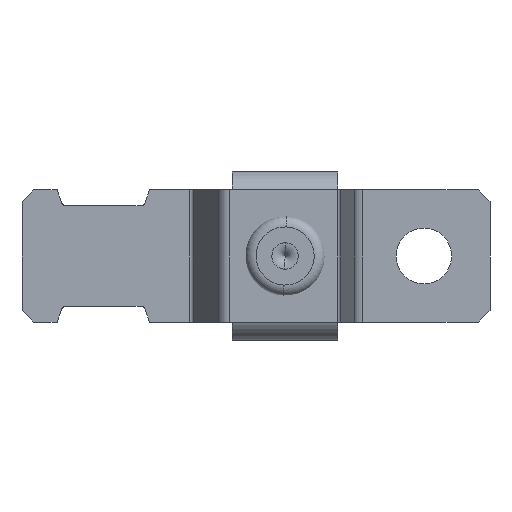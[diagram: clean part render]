
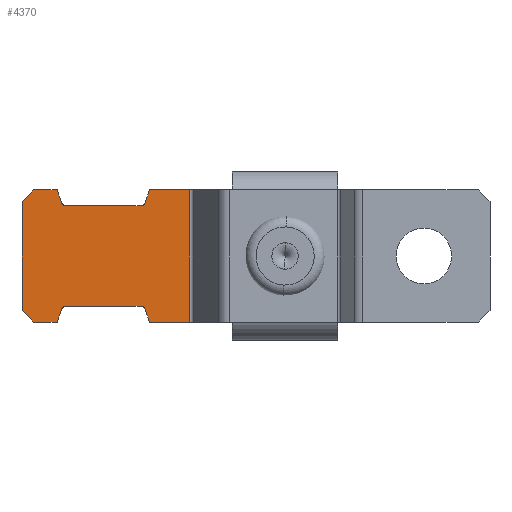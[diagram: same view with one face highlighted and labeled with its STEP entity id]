
A CAD part, front view. The second image highlights one B-rep face of the part: STEP entity #4370.
In plain terms, the highlighted planar face has unit normal (0, -1, 0).
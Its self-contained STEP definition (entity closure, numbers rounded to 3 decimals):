
#5 = ORIENTED_EDGE ( 'NONE', *, *, #6756, .F. ) ;
#174 = EDGE_CURVE ( 'NONE', #1857, #349, #5304, .T. ) ;
#208 = DIRECTION ( 'NONE',  ( -0.707, 0., -0.707 ) ) ;
#209 = DIRECTION ( 'NONE',  ( 0., 0., 1. ) ) ;
#229 = VERTEX_POINT ( 'NONE', #2257 ) ;
#326 = VECTOR ( 'NONE', #2713, 1000. ) ;
#349 = VERTEX_POINT ( 'NONE', #6155 ) ;
#390 = EDGE_CURVE ( 'NONE', #3166, #5774, #10313, .T. ) ;
#445 = CARTESIAN_POINT ( 'NONE',  ( -25.393, 7.3, 5.98 ) ) ;
#747 = DIRECTION ( 'NONE',  ( 1., 0., 0. ) ) ;
#762 = DIRECTION ( 'NONE',  ( 0., 0., -1. ) ) ;
#958 = LINE ( 'NONE', #9186, #3205 ) ;
#976 = CARTESIAN_POINT ( 'NONE',  ( -26.397, 7.3, -3.8 ) ) ;
#1234 = DIRECTION ( 'NONE',  ( 0.342, 0., 0.94 ) ) ;
#1238 = ORIENTED_EDGE ( 'NONE', *, *, #3096, .T. ) ;
#1340 = ORIENTED_EDGE ( 'NONE', *, *, #3249, .T. ) ;
#1350 = ORIENTED_EDGE ( 'NONE', *, *, #12154, .T. ) ;
#1529 = CARTESIAN_POINT ( 'NONE',  ( -32.103, 7.3, 4.1 ) ) ;
#1606 = VERTEX_POINT ( 'NONE', #4723 ) ;
#1641 = LINE ( 'NONE', #7730, #11671 ) ;
#1652 = CARTESIAN_POINT ( 'NONE',  ( -22.7, 7.3, -5. ) ) ;
#1742 = VERTEX_POINT ( 'NONE', #4124 ) ;
#1797 = CARTESIAN_POINT ( 'NONE',  ( -35.4, 7.3, 4.1 ) ) ;
#1857 = VERTEX_POINT ( 'NONE', #7271 ) ;
#2062 = ORIENTED_EDGE ( 'NONE', *, *, #7007, .T. ) ;
#2074 = VERTEX_POINT ( 'NONE', #5518 ) ;
#2198 = ORIENTED_EDGE ( 'NONE', *, *, #7058, .T. ) ;
#2257 = CARTESIAN_POINT ( 'NONE',  ( -22.71, 7.3, 5. ) ) ;
#2293 = DIRECTION ( 'NONE',  ( 0., 1., 0. ) ) ;
#2498 = DIRECTION ( 'NONE',  ( 0., 0., 1. ) ) ;
#2576 = ORIENTED_EDGE ( 'NONE', *, *, #174, .T. ) ;
#2713 = DIRECTION ( 'NONE',  ( -1., 0., 0. ) ) ;
#3096 = EDGE_CURVE ( 'NONE', #5774, #1857, #10818, .T. ) ;
#3141 = VERTEX_POINT ( 'NONE', #11288 ) ;
#3166 = VERTEX_POINT ( 'NONE', #976 ) ;
#3205 = VECTOR ( 'NONE', #747, 1000. ) ;
#3249 = EDGE_CURVE ( 'NONE', #3945, #3141, #9022, .T. ) ;
#3571 = ORIENTED_EDGE ( 'NONE', *, *, #7370, .F. ) ;
#3642 = CARTESIAN_POINT ( 'NONE',  ( -26.397, 7.3, -4.1 ) ) ;
#3721 = LINE ( 'NONE', #4906, #8384 ) ;
#3778 = DIRECTION ( 'NONE',  ( 0.342, 0., -0.94 ) ) ;
#3884 = AXIS2_PLACEMENT_3D ( 'NONE', #3642, #10205, #4590 ) ;
#3894 = ORIENTED_EDGE ( 'NONE', *, *, #7777, .T. ) ;
#3945 = VERTEX_POINT ( 'NONE', #12057 ) ;
#3981 = VERTEX_POINT ( 'NONE', #1797 ) ;
#4124 = CARTESIAN_POINT ( 'NONE',  ( -34.5, 7.3, 5. ) ) ;
#4181 = VECTOR ( 'NONE', #9216, 1000. ) ;
#4370 = ADVANCED_FACE ( 'NONE', ( #10933 ), #7243, .F. ) ;
#4434 = ORIENTED_EDGE ( 'NONE', *, *, #5149, .F. ) ;
#4455 = DIRECTION ( 'NONE',  ( 0., 1., 0. ) ) ;
#4462 = LINE ( 'NONE', #6488, #4181 ) ;
#4488 = EDGE_CURVE ( 'NONE', #10341, #10787, #4462, .T. ) ;
#4506 = VERTEX_POINT ( 'NONE', #11221 ) ;
#4590 = DIRECTION ( 'NONE',  ( 0., 0., 1. ) ) ;
#4626 = LINE ( 'NONE', #12066, #9299 ) ;
#4723 = CARTESIAN_POINT ( 'NONE',  ( -32.103, 7.3, 3.8 ) ) ;
#4774 = DIRECTION ( 'NONE',  ( 1., 0., 0. ) ) ;
#4822 = CARTESIAN_POINT ( 'NONE',  ( -34.5, 7.3, -5. ) ) ;
#4906 = CARTESIAN_POINT ( 'NONE',  ( -35.4, 7.3, 4.1 ) ) ;
#5066 = LINE ( 'NONE', #7560, #10344 ) ;
#5149 = EDGE_CURVE ( 'NONE', #229, #349, #4626, .T. ) ;
#5164 = ORIENTED_EDGE ( 'NONE', *, *, #5939, .T. ) ;
#5304 = LINE ( 'NONE', #1652, #9997 ) ;
#5518 = CARTESIAN_POINT ( 'NONE',  ( -35.4, 7.3, -4.1 ) ) ;
#5774 = VERTEX_POINT ( 'NONE', #11902 ) ;
#5850 = DIRECTION ( 'NONE',  ( 0., 1., 0. ) ) ;
#5939 = EDGE_CURVE ( 'NONE', #3141, #4506, #11403, .T. ) ;
#5989 = CARTESIAN_POINT ( 'NONE',  ( -26.115, 7.3, 3.997 ) ) ;
#6098 = DIRECTION ( 'NONE',  ( 0.707, 0., -0.707 ) ) ;
#6114 = DIRECTION ( 'NONE',  ( -0.342, 0., -0.94 ) ) ;
#6155 = CARTESIAN_POINT ( 'NONE',  ( -22.71, 7.3, -5. ) ) ;
#6272 = CARTESIAN_POINT ( 'NONE',  ( -35.4, 7.3, 5. ) ) ;
#6305 = DIRECTION ( 'NONE',  ( 0., 0., -1. ) ) ;
#6443 = EDGE_CURVE ( 'NONE', #4506, #3166, #5066, .T. ) ;
#6488 = CARTESIAN_POINT ( 'NONE',  ( -31.574, 7.3, 1.77 ) ) ;
#6541 = VECTOR ( 'NONE', #1234, 1000. ) ;
#6585 = CARTESIAN_POINT ( 'NONE',  ( -32.75, 7.3, 5. ) ) ;
#6756 = EDGE_CURVE ( 'NONE', #1742, #10787, #10494, .T. ) ;
#6770 = VECTOR ( 'NONE', #6114, 1000. ) ;
#6901 = CARTESIAN_POINT ( 'NONE',  ( -28.361, 7.3, 7.06 ) ) ;
#6968 = CARTESIAN_POINT ( 'NONE',  ( -34.5, 7.3, -5. ) ) ;
#7002 = CARTESIAN_POINT ( 'NONE',  ( -26.397, 7.3, 3.8 ) ) ;
#7007 = EDGE_CURVE ( 'NONE', #8404, #11047, #8999, .T. ) ;
#7058 = EDGE_CURVE ( 'NONE', #3981, #2074, #10938, .T. ) ;
#7123 = ORIENTED_EDGE ( 'NONE', *, *, #11736, .T. ) ;
#7150 = DIRECTION ( 'NONE',  ( 1., 0., 0. ) ) ;
#7165 = EDGE_CURVE ( 'NONE', #11047, #1606, #7541, .T. ) ;
#7243 = PLANE ( 'NONE',  #9230 ) ;
#7271 = CARTESIAN_POINT ( 'NONE',  ( -25.75, 7.3, -5. ) ) ;
#7370 = EDGE_CURVE ( 'NONE', #11508, #229, #1641, .T. ) ;
#7541 = LINE ( 'NONE', #8317, #326 ) ;
#7560 = CARTESIAN_POINT ( 'NONE',  ( -22.7, 7.3, -3.8 ) ) ;
#7700 = CARTESIAN_POINT ( 'NONE',  ( -32.385, 7.3, 3.997 ) ) ;
#7730 = CARTESIAN_POINT ( 'NONE',  ( -22.7, 7.3, 5. ) ) ;
#7777 = EDGE_CURVE ( 'NONE', #1742, #3981, #3721, .T. ) ;
#7901 = CARTESIAN_POINT ( 'NONE',  ( -26.397, 7.3, 4.1 ) ) ;
#7925 = AXIS2_PLACEMENT_3D ( 'NONE', #1529, #8111, #2498 ) ;
#8111 = DIRECTION ( 'NONE',  ( 0., 1., 0. ) ) ;
#8317 = CARTESIAN_POINT ( 'NONE',  ( -22.7, 7.3, 3.8 ) ) ;
#8384 = VECTOR ( 'NONE', #208, 1000. ) ;
#8401 = VECTOR ( 'NONE', #6305, 1000. ) ;
#8404 = VERTEX_POINT ( 'NONE', #5989 ) ;
#8474 = LINE ( 'NONE', #6968, #11010 ) ;
#8550 = EDGE_CURVE ( 'NONE', #1606, #10341, #9116, .T. ) ;
#8832 = DIRECTION ( 'NONE',  ( 0., 0., 1. ) ) ;
#8999 = CIRCLE ( 'NONE', #10779, 0.3 ) ;
#9022 = LINE ( 'NONE', #6901, #6541 ) ;
#9116 = CIRCLE ( 'NONE', #7925, 0.3 ) ;
#9186 = CARTESIAN_POINT ( 'NONE',  ( -22.7, 7.3, -5. ) ) ;
#9216 = DIRECTION ( 'NONE',  ( -0.342, 0., 0.94 ) ) ;
#9230 = AXIS2_PLACEMENT_3D ( 'NONE', #11935, #4455, #11020 ) ;
#9299 = VECTOR ( 'NONE', #762, 1000. ) ;
#9369 = CARTESIAN_POINT ( 'NONE',  ( -28.607, 7.3, 2.85 ) ) ;
#9455 = ORIENTED_EDGE ( 'NONE', *, *, #7165, .T. ) ;
#9883 = EDGE_CURVE ( 'NONE', #11508, #8404, #11466, .T. ) ;
#9912 = ORIENTED_EDGE ( 'NONE', *, *, #9883, .T. ) ;
#9997 = VECTOR ( 'NONE', #7150, 1000. ) ;
#10088 = DIRECTION ( 'NONE',  ( 1., 0., 0. ) ) ;
#10148 = ORIENTED_EDGE ( 'NONE', *, *, #8550, .T. ) ;
#10205 = DIRECTION ( 'NONE',  ( 0., 1., 0. ) ) ;
#10312 = EDGE_LOOP ( 'NONE', ( #3571, #9912, #2062, #9455, #10148, #10937, #5, #3894, #2198, #7123, #1350, #1340, #5164, #11215, #11308, #1238, #2576, #4434 ) ) ;
#10313 = CIRCLE ( 'NONE', #3884, 0.3 ) ;
#10341 = VERTEX_POINT ( 'NONE', #7700 ) ;
#10344 = VECTOR ( 'NONE', #4774, 1000. ) ;
#10494 = LINE ( 'NONE', #11998, #10800 ) ;
#10779 = AXIS2_PLACEMENT_3D ( 'NONE', #7901, #2293, #8832 ) ;
#10787 = VERTEX_POINT ( 'NONE', #6585 ) ;
#10800 = VECTOR ( 'NONE', #10088, 1000. ) ;
#10818 = LINE ( 'NONE', #9369, #11110 ) ;
#10933 = FACE_OUTER_BOUND ( 'NONE', #10312, .T. ) ;
#10937 = ORIENTED_EDGE ( 'NONE', *, *, #4488, .T. ) ;
#10938 = LINE ( 'NONE', #6272, #8401 ) ;
#11010 = VECTOR ( 'NONE', #6098, 1000. ) ;
#11020 = DIRECTION ( 'NONE',  ( 0., 0., 1. ) ) ;
#11047 = VERTEX_POINT ( 'NONE', #7002 ) ;
#11110 = VECTOR ( 'NONE', #3778, 1000. ) ;
#11215 = ORIENTED_EDGE ( 'NONE', *, *, #6443, .T. ) ;
#11221 = CARTESIAN_POINT ( 'NONE',  ( -32.103, 7.3, -3.8 ) ) ;
#11288 = CARTESIAN_POINT ( 'NONE',  ( -32.385, 7.3, -3.997 ) ) ;
#11308 = ORIENTED_EDGE ( 'NONE', *, *, #390, .T. ) ;
#11403 = CIRCLE ( 'NONE', #12114, 0.3 ) ;
#11466 = LINE ( 'NONE', #445, #6770 ) ;
#11477 = CARTESIAN_POINT ( 'NONE',  ( -32.103, 7.3, -4.1 ) ) ;
#11508 = VERTEX_POINT ( 'NONE', #11832 ) ;
#11523 = DIRECTION ( 'NONE',  ( 1., 0., 0. ) ) ;
#11602 = VERTEX_POINT ( 'NONE', #4822 ) ;
#11671 = VECTOR ( 'NONE', #11523, 1000. ) ;
#11736 = EDGE_CURVE ( 'NONE', #2074, #11602, #8474, .T. ) ;
#11832 = CARTESIAN_POINT ( 'NONE',  ( -25.75, 7.3, 5. ) ) ;
#11902 = CARTESIAN_POINT ( 'NONE',  ( -26.115, 7.3, -3.997 ) ) ;
#11935 = CARTESIAN_POINT ( 'NONE',  ( -22.7, 7.3, 5. ) ) ;
#11998 = CARTESIAN_POINT ( 'NONE',  ( -22.7, 7.3, 5. ) ) ;
#12057 = CARTESIAN_POINT ( 'NONE',  ( -32.75, 7.3, -5. ) ) ;
#12066 = CARTESIAN_POINT ( 'NONE',  ( -22.71, 7.3, 5. ) ) ;
#12114 = AXIS2_PLACEMENT_3D ( 'NONE', #11477, #5850, #209 ) ;
#12154 = EDGE_CURVE ( 'NONE', #11602, #3945, #958, .T. ) ;
